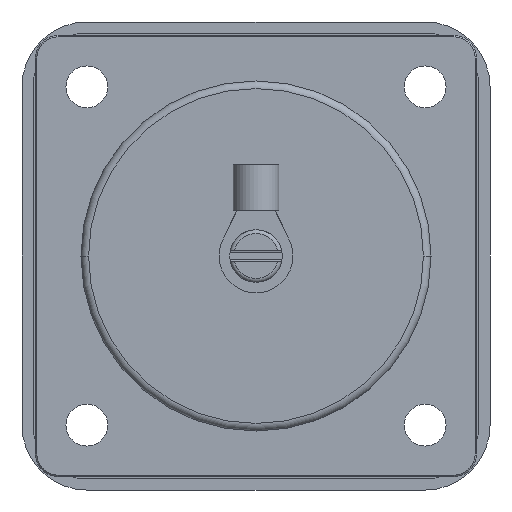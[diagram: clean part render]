
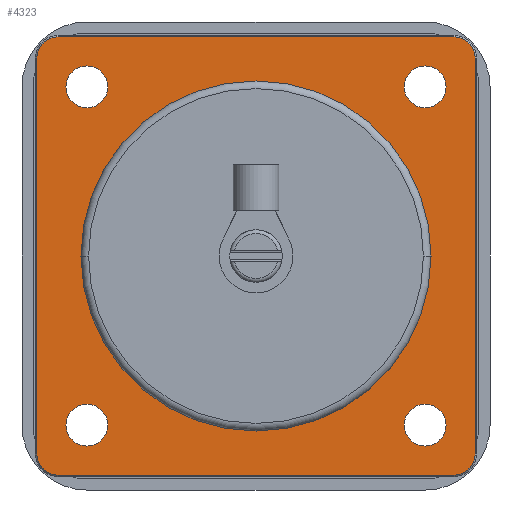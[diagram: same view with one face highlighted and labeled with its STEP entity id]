
A CAD part, front view. The second image highlights one B-rep face of the part: STEP entity #4323.
In plain terms, the highlighted planar face has unit normal (0, -1, 0).
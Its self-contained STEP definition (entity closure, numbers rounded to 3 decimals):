
#430=CARTESIAN_POINT('',(-14.698,41.732,-37.302));
#431=DIRECTION('',(0.,-1.,0.));
#432=DIRECTION('',(-1.,0.,0.));
#433=AXIS2_PLACEMENT_3D('',#430,#431,#432);
#435=DIRECTION('',(0.,0.,-1.));
#436=VECTOR('',#435,52.);
#437=CARTESIAN_POINT('',(-17.498,41.732,14.698));
#438=LINE('',#437,#436);
#439=CARTESIAN_POINT('',(-14.698,41.732,14.698));
#440=DIRECTION('',(0.,-1.,0.));
#441=DIRECTION('',(0.,0.,1.));
#442=AXIS2_PLACEMENT_3D('',#439,#440,#441);
#444=DIRECTION('',(-1.,0.,0.));
#445=VECTOR('',#444,52.);
#446=CARTESIAN_POINT('',(37.302,41.732,17.498));
#447=LINE('',#446,#445);
#448=CARTESIAN_POINT('',(37.302,41.732,14.698));
#449=DIRECTION('',(0.,-1.,0.));
#450=DIRECTION('',(1.,0.,0.));
#451=AXIS2_PLACEMENT_3D('',#448,#449,#450);
#453=DIRECTION('',(0.,0.,1.));
#454=VECTOR('',#453,52.);
#455=CARTESIAN_POINT('',(40.102,41.732,-37.302));
#456=LINE('',#455,#454);
#457=CARTESIAN_POINT('',(37.302,41.732,-37.302));
#458=DIRECTION('',(0.,-1.,0.));
#459=DIRECTION('',(0.,0.,-1.));
#460=AXIS2_PLACEMENT_3D('',#457,#458,#459);
#462=DIRECTION('',(1.,0.,0.));
#463=VECTOR('',#462,52.);
#464=CARTESIAN_POINT('',(-14.698,41.732,-40.102));
#465=LINE('',#464,#463);
#466=CARTESIAN_POINT('',(-10.923,41.732,-33.527));
#467=DIRECTION('',(0.,-1.,0.));
#468=DIRECTION('',(1.,0.,0.));
#469=AXIS2_PLACEMENT_3D('',#466,#467,#468);
#471=CARTESIAN_POINT('',(-10.923,41.732,-33.527));
#472=DIRECTION('',(0.,-1.,0.));
#473=DIRECTION('',(-1.,0.,0.));
#474=AXIS2_PLACEMENT_3D('',#471,#472,#473);
#476=CARTESIAN_POINT('',(33.527,41.732,-33.527));
#477=DIRECTION('',(0.,-1.,0.));
#478=DIRECTION('',(1.,0.,0.));
#479=AXIS2_PLACEMENT_3D('',#476,#477,#478);
#481=CARTESIAN_POINT('',(33.527,41.732,-33.527));
#482=DIRECTION('',(0.,-1.,0.));
#483=DIRECTION('',(-1.,0.,0.));
#484=AXIS2_PLACEMENT_3D('',#481,#482,#483);
#486=CARTESIAN_POINT('',(33.527,41.732,10.923));
#487=DIRECTION('',(0.,-1.,0.));
#488=DIRECTION('',(1.,0.,0.));
#489=AXIS2_PLACEMENT_3D('',#486,#487,#488);
#491=CARTESIAN_POINT('',(33.527,41.732,10.923));
#492=DIRECTION('',(0.,-1.,0.));
#493=DIRECTION('',(-1.,0.,0.));
#494=AXIS2_PLACEMENT_3D('',#491,#492,#493);
#496=CARTESIAN_POINT('',(-10.923,41.732,10.923));
#497=DIRECTION('',(0.,-1.,0.));
#498=DIRECTION('',(1.,0.,0.));
#499=AXIS2_PLACEMENT_3D('',#496,#497,#498);
#501=CARTESIAN_POINT('',(-10.923,41.732,10.923));
#502=DIRECTION('',(0.,-1.,0.));
#503=DIRECTION('',(-1.,0.,0.));
#504=AXIS2_PLACEMENT_3D('',#501,#502,#503);
#506=CARTESIAN_POINT('',(11.302,41.732,-11.302));
#507=DIRECTION('',(0.,1.,0.));
#508=DIRECTION('',(1.,0.,0.));
#509=AXIS2_PLACEMENT_3D('',#506,#507,#508);
#511=CARTESIAN_POINT('',(11.302,41.732,-11.302));
#512=DIRECTION('',(0.,1.,0.));
#513=DIRECTION('',(-1.,0.,0.));
#514=AXIS2_PLACEMENT_3D('',#511,#512,#513);
#3253=CARTESIAN_POINT('',(-8.173,41.732,
-33.527));
#3254=CARTESIAN_POINT('',(-13.673,41.732,
-33.527));
#3255=VERTEX_POINT('',#3253);
#3256=VERTEX_POINT('',#3254);
#3257=CARTESIAN_POINT('',(36.277,41.732,-33.527));
#3258=CARTESIAN_POINT('',(30.777,41.732,-33.527));
#3259=VERTEX_POINT('',#3257);
#3260=VERTEX_POINT('',#3258);
#3261=CARTESIAN_POINT('',(36.277,41.732,10.923));
#3262=CARTESIAN_POINT('',(30.777,41.732,10.923));
#3263=VERTEX_POINT('',#3261);
#3264=VERTEX_POINT('',#3262);
#3265=CARTESIAN_POINT('',(-8.173,41.732,10.923));
#3266=CARTESIAN_POINT('',(-13.673,41.732,10.923));
#3267=VERTEX_POINT('',#3265);
#3268=VERTEX_POINT('',#3266);
#3289=CARTESIAN_POINT('',(-17.498,41.732,
-37.302));
#3290=CARTESIAN_POINT('',(-14.698,41.732,
-40.102));
#3291=VERTEX_POINT('',#3289);
#3292=VERTEX_POINT('',#3290);
#3297=CARTESIAN_POINT('',(37.302,41.732,-40.102));
#3298=VERTEX_POINT('',#3297);
#3301=CARTESIAN_POINT('',(40.102,41.732,-37.302));
#3302=VERTEX_POINT('',#3301);
#3305=CARTESIAN_POINT('',(40.102,41.732,14.698));
#3306=VERTEX_POINT('',#3305);
#3309=CARTESIAN_POINT('',(37.302,41.732,17.498));
#3310=VERTEX_POINT('',#3309);
#3313=CARTESIAN_POINT('',(-14.698,41.732,17.498));
#3314=VERTEX_POINT('',#3313);
#3317=CARTESIAN_POINT('',(-17.498,41.732,14.698));
#3318=VERTEX_POINT('',#3317);
#3337=CARTESIAN_POINT('',(32.802,41.732,-11.302));
#3338=CARTESIAN_POINT('',(-10.198,41.732,
-11.302));
#3339=VERTEX_POINT('',#3337);
#3340=VERTEX_POINT('',#3338);
#4272=CARTESIAN_POINT('',(11.302,41.732,-11.302));
#4273=DIRECTION('',(0.,1.,0.));
#4274=DIRECTION('',(1.,0.,0.));
#4275=AXIS2_PLACEMENT_3D('',#4272,#4273,#4274);
#4276=PLANE('',#4275);
#4278=ORIENTED_EDGE('',*,*,#4277,.F.);
#4280=ORIENTED_EDGE('',*,*,#4279,.F.);
#4282=ORIENTED_EDGE('',*,*,#4281,.F.);
#4284=ORIENTED_EDGE('',*,*,#4283,.F.);
#4286=ORIENTED_EDGE('',*,*,#4285,.F.);
#4288=ORIENTED_EDGE('',*,*,#4287,.F.);
#4290=ORIENTED_EDGE('',*,*,#4289,.F.);
#4292=ORIENTED_EDGE('',*,*,#4291,.F.);
#4293=EDGE_LOOP('',(#4278,#4280,#4282,#4284,#4286,#4288,#4290,#4292));
#4294=FACE_OUTER_BOUND('',#4293,.F.);
#4296=ORIENTED_EDGE('',*,*,#4295,.T.);
#4298=ORIENTED_EDGE('',*,*,#4297,.T.);
#4299=EDGE_LOOP('',(#4296,#4298));
#4300=FACE_BOUND('',#4299,.F.);
#4302=ORIENTED_EDGE('',*,*,#4301,.T.);
#4304=ORIENTED_EDGE('',*,*,#4303,.T.);
#4305=EDGE_LOOP('',(#4302,#4304));
#4306=FACE_BOUND('',#4305,.F.);
#4308=ORIENTED_EDGE('',*,*,#4307,.T.);
#4310=ORIENTED_EDGE('',*,*,#4309,.T.);
#4311=EDGE_LOOP('',(#4308,#4310));
#4312=FACE_BOUND('',#4311,.F.);
#4314=ORIENTED_EDGE('',*,*,#4313,.T.);
#4316=ORIENTED_EDGE('',*,*,#4315,.T.);
#4317=EDGE_LOOP('',(#4314,#4316));
#4318=FACE_BOUND('',#4317,.F.);
#4319=ORIENTED_EDGE('',*,*,#4252,.F.);
#4320=ORIENTED_EDGE('',*,*,#4266,.F.);
#4321=EDGE_LOOP('',(#4319,#4320));
#4322=FACE_BOUND('',#4321,.F.);
#4323=ADVANCED_FACE('',(#4294,#4300,#4306,#4312,#4318,#4322),#4276,.F.);
#434=CIRCLE('',#433,2.8);
#443=CIRCLE('',#442,2.8);
#452=CIRCLE('',#451,2.8);
#461=CIRCLE('',#460,2.8);
#470=CIRCLE('',#469,2.75);
#475=CIRCLE('',#474,2.75);
#480=CIRCLE('',#479,2.75);
#485=CIRCLE('',#484,2.75);
#490=CIRCLE('',#489,2.75);
#495=CIRCLE('',#494,2.75);
#500=CIRCLE('',#499,2.75);
#505=CIRCLE('',#504,2.75);
#510=CIRCLE('',#509,21.5);
#515=CIRCLE('',#514,21.5);
#4252=EDGE_CURVE('',#3339,#3340,#510,.T.);
#4266=EDGE_CURVE('',#3340,#3339,#515,.T.);
#4277=EDGE_CURVE('',#3291,#3292,#434,.T.);
#4279=EDGE_CURVE('',#3318,#3291,#438,.T.);
#4281=EDGE_CURVE('',#3314,#3318,#443,.T.);
#4283=EDGE_CURVE('',#3310,#3314,#447,.T.);
#4285=EDGE_CURVE('',#3306,#3310,#452,.T.);
#4287=EDGE_CURVE('',#3302,#3306,#456,.T.);
#4289=EDGE_CURVE('',#3298,#3302,#461,.T.);
#4291=EDGE_CURVE('',#3292,#3298,#465,.T.);
#4295=EDGE_CURVE('',#3255,#3256,#470,.T.);
#4297=EDGE_CURVE('',#3256,#3255,#475,.T.);
#4301=EDGE_CURVE('',#3259,#3260,#480,.T.);
#4303=EDGE_CURVE('',#3260,#3259,#485,.T.);
#4307=EDGE_CURVE('',#3263,#3264,#490,.T.);
#4309=EDGE_CURVE('',#3264,#3263,#495,.T.);
#4313=EDGE_CURVE('',#3267,#3268,#500,.T.);
#4315=EDGE_CURVE('',#3268,#3267,#505,.T.);
